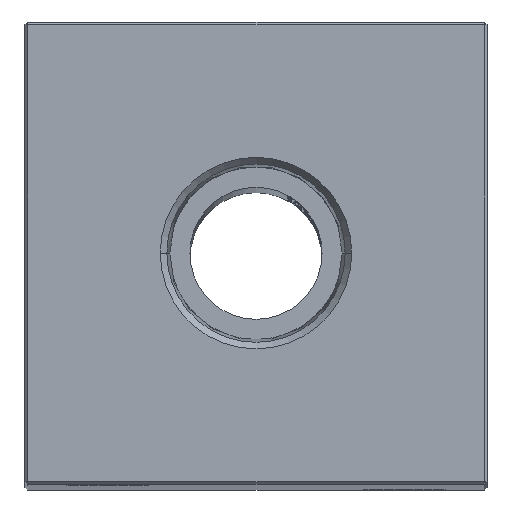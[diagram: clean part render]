
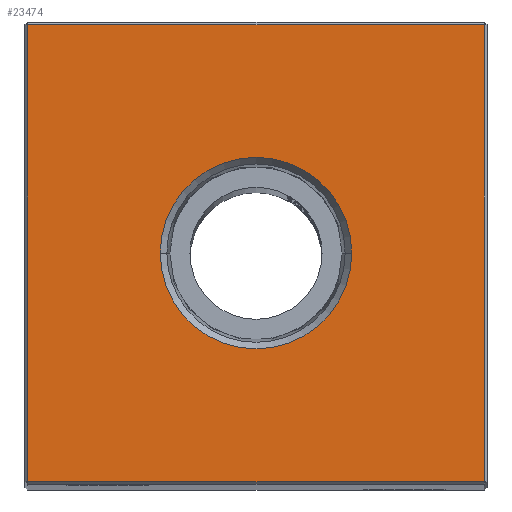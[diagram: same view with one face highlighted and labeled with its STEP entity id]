
A CAD part, top view. The second image highlights one B-rep face of the part: STEP entity #23474.
In plain terms, the highlighted planar face has unit normal (0, 0, 1).
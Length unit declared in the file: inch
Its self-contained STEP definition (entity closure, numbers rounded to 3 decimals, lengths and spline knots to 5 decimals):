
#1152 = LINE ( 'NONE', #11063, #3543 ) ;
#1358 = EDGE_CURVE ( 'NONE', #28755, #2713, #21203, .T. ) ;
#2216 = FACE_OUTER_BOUND ( 'NONE', #28291, .T. ) ;
#2463 = DIRECTION ( 'NONE',  ( 0., 0., 1. ) ) ;
#2528 = DIRECTION ( 'NONE',  ( 0., 0., -1. ) ) ;
#2589 = CIRCLE ( 'NONE', #20710, 0.3626 ) ;
#2611 = DIRECTION ( 'NONE',  ( -1., 0., 0. ) ) ;
#2686 = VERTEX_POINT ( 'NONE', #12863 ) ;
#2713 = VERTEX_POINT ( 'NONE', #15918 ) ;
#3543 = VECTOR ( 'NONE', #20905, 39.37008 ) ;
#4828 = DIRECTION ( 'NONE',  ( 0., -1., 0. ) ) ;
#5081 = EDGE_CURVE ( 'NONE', #22613, #2686, #17168, .T. ) ;
#5842 = ORIENTED_EDGE ( 'NONE', *, *, #1358, .F. ) ;
#6107 = EDGE_CURVE ( 'NONE', #2686, #21192, #11957, .T. ) ;
#7071 = EDGE_CURVE ( 'NONE', #21192, #23417, #1152, .T. ) ;
#7249 = AXIS2_PLACEMENT_3D ( 'NONE', #24596, #2463, #12386 ) ;
#7932 = EDGE_CURVE ( 'NONE', #2713, #28755, #2589, .T. ) ;
#8247 = CARTESIAN_POINT ( 'NONE',  ( 0.3626, 0., 12.5 ) ) ;
#8661 = DIRECTION ( 'NONE',  ( 1., 0., 0. ) ) ;
#9968 = ORIENTED_EDGE ( 'NONE', *, *, #16999, .T. ) ;
#10844 = ORIENTED_EDGE ( 'NONE', *, *, #6107, .T. ) ;
#11063 = CARTESIAN_POINT ( 'NONE',  ( 0.865, 0., 12.5 ) ) ;
#11957 = LINE ( 'NONE', #21790, #20242 ) ;
#12137 = FACE_BOUND ( 'NONE', #28132, .T. ) ;
#12386 = DIRECTION ( 'NONE',  ( 1., 0., 0. ) ) ;
#12449 = DIRECTION ( 'NONE',  ( -1., 0., 0. ) ) ;
#12863 = CARTESIAN_POINT ( 'NONE',  ( -0.865, -0.865, 12.5 ) ) ;
#14966 = LINE ( 'NONE', #24740, #21903 ) ;
#15918 = CARTESIAN_POINT ( 'NONE',  ( -0.3626, 0., 12.5 ) ) ;
#16999 = EDGE_CURVE ( 'NONE', #23417, #22613, #14966, .T. ) ;
#17168 = LINE ( 'NONE', #26878, #29137 ) ;
#20242 = VECTOR ( 'NONE', #31397, 39.37008 ) ;
#20408 = ORIENTED_EDGE ( 'NONE', *, *, #7071, .T. ) ;
#20710 = AXIS2_PLACEMENT_3D ( 'NONE', #20934, #30588, #8661 ) ;
#20905 = DIRECTION ( 'NONE',  ( 0., 1., 0. ) ) ;
#20934 = CARTESIAN_POINT ( 'NONE',  ( 0., 0., 12.5 ) ) ;
#21192 = VERTEX_POINT ( 'NONE', #30343 ) ;
#21203 = CIRCLE ( 'NONE', #7249, 0.3626 ) ;
#21275 = ORIENTED_EDGE ( 'NONE', *, *, #7932, .F. ) ;
#21790 = CARTESIAN_POINT ( 'NONE',  ( 0., -0.865, 12.5 ) ) ;
#21882 = CARTESIAN_POINT ( 'NONE',  ( -0.865, 0.865, 12.5 ) ) ;
#21903 = VECTOR ( 'NONE', #2611, 39.37008 ) ;
#21964 = PLANE ( 'NONE',  #29058 ) ;
#22613 = VERTEX_POINT ( 'NONE', #21882 ) ;
#23417 = VERTEX_POINT ( 'NONE', #28459 ) ;
#23474 = ADVANCED_FACE ( 'NONE', ( #2216, #12137 ), #21964, .F. ) ;
#23717 = ORIENTED_EDGE ( 'NONE', *, *, #5081, .T. ) ;
#24596 = CARTESIAN_POINT ( 'NONE',  ( 0., 0., 12.5 ) ) ;
#24660 = CARTESIAN_POINT ( 'NONE',  ( 0., 0., 12.5 ) ) ;
#24740 = CARTESIAN_POINT ( 'NONE',  ( 0., 0.865, 12.5 ) ) ;
#26878 = CARTESIAN_POINT ( 'NONE',  ( -0.865, 0., 12.5 ) ) ;
#28132 = EDGE_LOOP ( 'NONE', ( #5842, #21275 ) ) ;
#28291 = EDGE_LOOP ( 'NONE', ( #23717, #10844, #20408, #9968 ) ) ;
#28459 = CARTESIAN_POINT ( 'NONE',  ( 0.865, 0.865, 12.5 ) ) ;
#28755 = VERTEX_POINT ( 'NONE', #8247 ) ;
#29058 = AXIS2_PLACEMENT_3D ( 'NONE', #24660, #2528, #12449 ) ;
#29137 = VECTOR ( 'NONE', #4828, 39.37008 ) ;
#30343 = CARTESIAN_POINT ( 'NONE',  ( 0.865, -0.865, 12.5 ) ) ;
#30588 = DIRECTION ( 'NONE',  ( 0., 0., 1. ) ) ;
#31397 = DIRECTION ( 'NONE',  ( 1., 0., 0. ) ) ;
